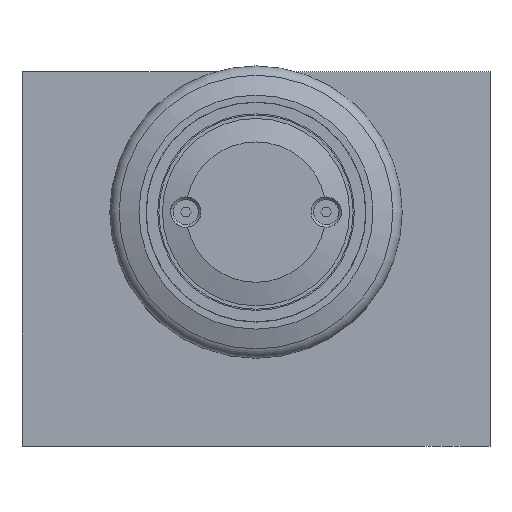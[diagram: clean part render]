
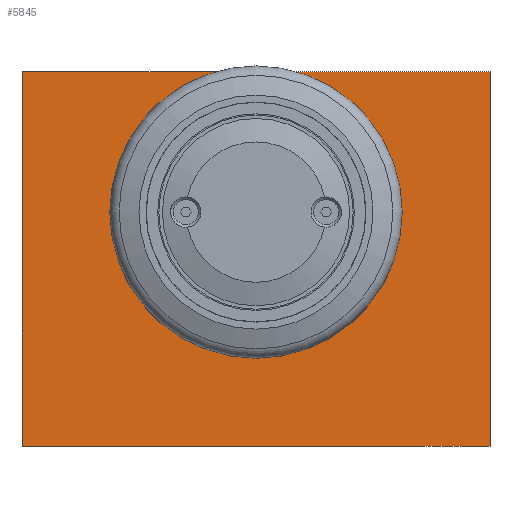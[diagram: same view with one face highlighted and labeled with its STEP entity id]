
A CAD part, front view. The second image highlights one B-rep face of the part: STEP entity #5845.
In plain terms, the highlighted planar face has unit normal (0, -1, 0).
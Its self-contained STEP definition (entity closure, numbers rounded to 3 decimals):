
#34=FACE_BOUND('',#852,.T.);
#229=PLANE('',#6804);
#528=FACE_OUTER_BOUND('',#851,.T.);
#851=EDGE_LOOP('',(#5270,#5271,#5272,#5273));
#852=EDGE_LOOP('',(#5274));
#1529=CIRCLE('',#6788,20.5);
#1776=LINE('',#10819,#2048);
#1777=LINE('',#10821,#2049);
#1778=LINE('',#10823,#2050);
#1779=LINE('',#10824,#2051);
#2048=VECTOR('',#8884,10.);
#2049=VECTOR('',#8885,10.);
#2050=VECTOR('',#8886,10.);
#2051=VECTOR('',#8887,10.);
#2565=VERTEX_POINT('',#10736);
#2592=VERTEX_POINT('',#10817);
#2593=VERTEX_POINT('',#10818);
#2594=VERTEX_POINT('',#10820);
#2595=VERTEX_POINT('',#10822);
#3464=EDGE_CURVE('',#2565,#2565,#1529,.T.);
#3503=EDGE_CURVE('',#2592,#2593,#1776,.T.);
#3504=EDGE_CURVE('',#2594,#2593,#1777,.T.);
#3505=EDGE_CURVE('',#2595,#2594,#1778,.T.);
#3506=EDGE_CURVE('',#2595,#2592,#1779,.T.);
#5270=ORIENTED_EDGE('',*,*,#3503,.T.);
#5271=ORIENTED_EDGE('',*,*,#3504,.F.);
#5272=ORIENTED_EDGE('',*,*,#3505,.F.);
#5273=ORIENTED_EDGE('',*,*,#3506,.T.);
#5274=ORIENTED_EDGE('',*,*,#3464,.T.);
#5845=ADVANCED_FACE('',(#528,#34),#229,.T.);
#6788=AXIS2_PLACEMENT_3D('',#10738,#8814,#8815);
#6804=AXIS2_PLACEMENT_3D('',#10816,#8882,#8883);
#8814=DIRECTION('center_axis',(0.,1.,0.));
#8815=DIRECTION('ref_axis',(-1.,0.,0.));
#8882=DIRECTION('center_axis',(0.,-1.,0.));
#8883=DIRECTION('ref_axis',(0.,0.,-1.));
#8884=DIRECTION('',(0.,0.,1.));
#8885=DIRECTION('',(1.,0.,0.));
#8886=DIRECTION('',(0.,0.,1.));
#8887=DIRECTION('',(1.,0.,0.));
#10736=CARTESIAN_POINT('',(70.5,0.,50.));
#10738=CARTESIAN_POINT('Origin',(50.,0.,50.));
#10816=CARTESIAN_POINT('Origin',(0.,0.,0.));
#10817=CARTESIAN_POINT('',(100.,0.,0.));
#10818=CARTESIAN_POINT('',(100.,0.,80.));
#10819=CARTESIAN_POINT('',(100.,0.,0.));
#10820=CARTESIAN_POINT('',(0.,0.,80.));
#10821=CARTESIAN_POINT('',(0.,0.,80.));
#10822=CARTESIAN_POINT('',(0.,0.,0.));
#10823=CARTESIAN_POINT('',(0.,0.,0.));
#10824=CARTESIAN_POINT('',(0.,0.,0.));
